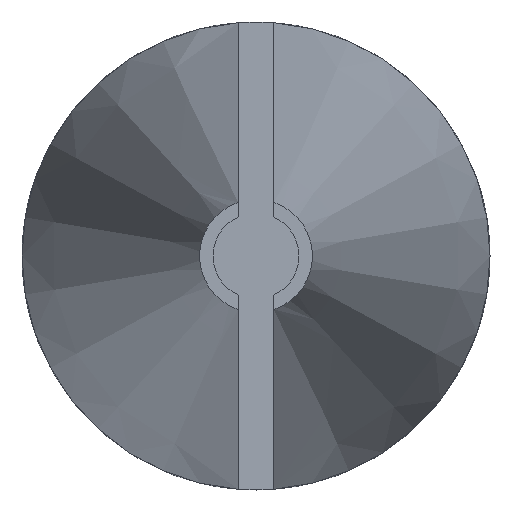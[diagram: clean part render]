
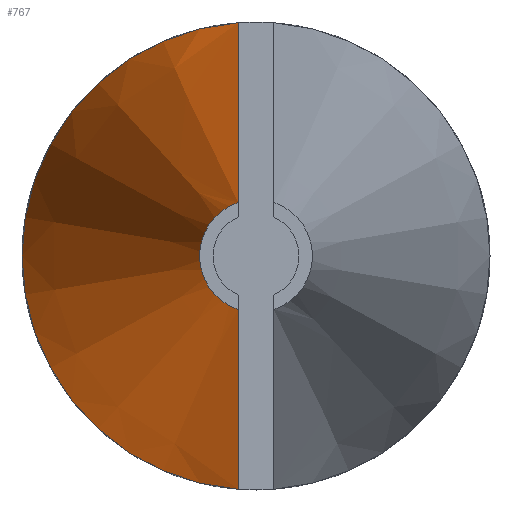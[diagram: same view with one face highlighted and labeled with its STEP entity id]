
A CAD part, front view. The second image highlights one B-rep face of the part: STEP entity #767.
In plain terms, the highlighted conical face has half-angle 10 degrees and reference radius 3.95 mm.
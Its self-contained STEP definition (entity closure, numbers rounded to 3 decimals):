
#16=CONICAL_SURFACE('',#829,3.95,0.175);
#23=(
BOUNDED_CURVE()
B_SPLINE_CURVE(2,(#2104,#2105,#2106),.UNSPECIFIED.,.F.,.F.)
B_SPLINE_CURVE_WITH_KNOTS((3,3),(0.,1.727),.UNSPECIFIED.)
CURVE()
GEOMETRIC_REPRESENTATION_ITEM()
RATIONAL_B_SPLINE_CURVE((1.,1.273,1.))
REPRESENTATION_ITEM('')
);
#25=(
BOUNDED_CURVE()
B_SPLINE_CURVE(2,(#2117,#2118,#2119),.UNSPECIFIED.,.F.,.F.)
B_SPLINE_CURVE_WITH_KNOTS((3,3),(0.,1.727),.UNSPECIFIED.)
CURVE()
GEOMETRIC_REPRESENTATION_ITEM()
RATIONAL_B_SPLINE_CURVE((1.,1.273,1.))
REPRESENTATION_ITEM('')
);
#51=CIRCLE('',#828,0.952);
#52=CIRCLE('',#830,3.95);
#104=FACE_OUTER_BOUND('',#149,.T.);
#149=EDGE_LOOP('',(#661,#662,#663,#664));
#349=VERTEX_POINT('',#2101);
#350=VERTEX_POINT('',#2103);
#353=VERTEX_POINT('',#2115);
#354=VERTEX_POINT('',#2116);
#455=EDGE_CURVE('',#350,#349,#23,.T.);
#459=EDGE_CURVE('',#353,#354,#25,.T.);
#466=EDGE_CURVE('',#354,#350,#51,.T.);
#467=EDGE_CURVE('',#349,#353,#52,.T.);
#661=ORIENTED_EDGE('',*,*,#459,.T.);
#662=ORIENTED_EDGE('',*,*,#466,.T.);
#663=ORIENTED_EDGE('',*,*,#455,.T.);
#664=ORIENTED_EDGE('',*,*,#467,.T.);
#767=ADVANCED_FACE('',(#104),#16,.T.);
#828=AXIS2_PLACEMENT_3D('',#2133,#955,#956);
#829=AXIS2_PLACEMENT_3D('',#2134,#957,#958);
#830=AXIS2_PLACEMENT_3D('',#2135,#959,#960);
#955=DIRECTION('center_axis',(0.,1.,0.));
#956=DIRECTION('ref_axis',(1.,0.,0.));
#957=DIRECTION('center_axis',(0.,1.,0.));
#958=DIRECTION('ref_axis',(-1.,0.,0.));
#959=DIRECTION('center_axis',(0.,-1.,0.));
#960=DIRECTION('ref_axis',(1.,0.,0.));
#2101=CARTESIAN_POINT('',(-0.3,-13.,3.939));
#2103=CARTESIAN_POINT('',(-0.3,-30.,0.904));
#2104=CARTESIAN_POINT('Ctrl Pts',(-0.3,-30.,0.904));
#2105=CARTESIAN_POINT('Ctrl Pts',(-0.3,-26.827,1.494));
#2106=CARTESIAN_POINT('Ctrl Pts',(-0.3,-13.,3.939));
#2115=CARTESIAN_POINT('',(-0.3,-13.,-3.939));
#2116=CARTESIAN_POINT('',(-0.3,-30.,-0.904));
#2117=CARTESIAN_POINT('Ctrl Pts',(-0.3,-13.,-3.939));
#2118=CARTESIAN_POINT('Ctrl Pts',(-0.3,-26.827,
-1.494));
#2119=CARTESIAN_POINT('Ctrl Pts',(-0.3,-30.,-0.904));
#2133=CARTESIAN_POINT('Origin',(0.,-30.,0.));
#2134=CARTESIAN_POINT('Origin',(0.,-13.,0.));
#2135=CARTESIAN_POINT('Origin',(0.,-13.,0.));
